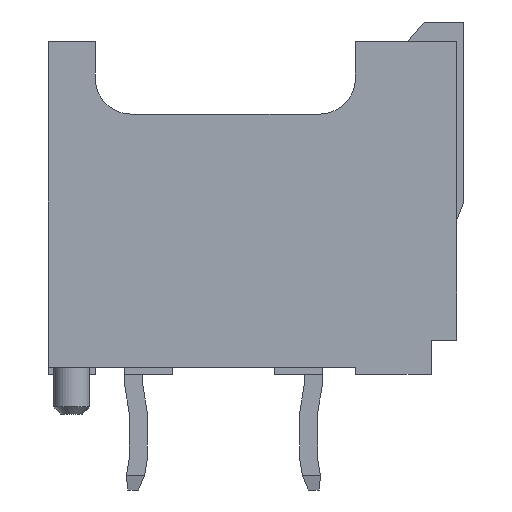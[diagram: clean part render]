
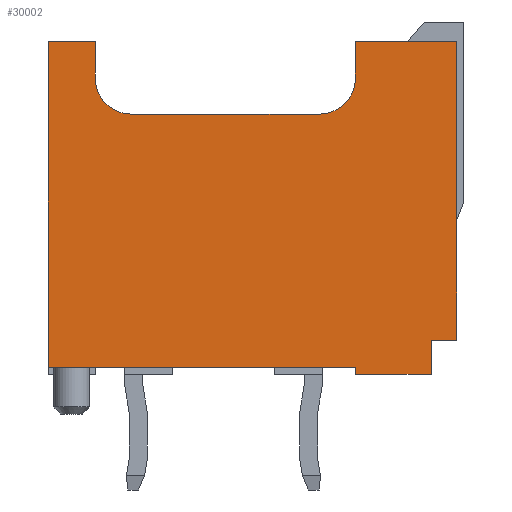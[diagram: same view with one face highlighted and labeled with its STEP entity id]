
A CAD part, left-side view. The second image highlights one B-rep face of the part: STEP entity #30002.
In plain terms, the highlighted face is planar.
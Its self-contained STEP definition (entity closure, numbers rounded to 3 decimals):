
#31=CIRCLE('',#31218,1.);
#32=CIRCLE('',#31219,1.);
#1192=ORIENTED_EDGE('',*,*,#6930,.T.);
#1193=ORIENTED_EDGE('',*,*,#6931,.T.);
#1194=ORIENTED_EDGE('',*,*,#6900,.T.);
#1195=ORIENTED_EDGE('',*,*,#6896,.F.);
#1196=ORIENTED_EDGE('',*,*,#6932,.F.);
#1197=ORIENTED_EDGE('',*,*,#6933,.F.);
#1198=ORIENTED_EDGE('',*,*,#6934,.F.);
#1199=ORIENTED_EDGE('',*,*,#6858,.F.);
#1200=ORIENTED_EDGE('',*,*,#6935,.F.);
#1201=ORIENTED_EDGE('',*,*,#6936,.F.);
#1202=ORIENTED_EDGE('',*,*,#6937,.F.);
#1203=ORIENTED_EDGE('',*,*,#6938,.F.);
#1204=ORIENTED_EDGE('',*,*,#6939,.F.);
#1205=ORIENTED_EDGE('',*,*,#6940,.F.);
#6858=EDGE_CURVE('',#9749,#9742,#11954,.T.);
#6896=EDGE_CURVE('',#9775,#9772,#11988,.T.);
#6900=EDGE_CURVE('',#9777,#9772,#11992,.T.);
#6930=EDGE_CURVE('',#9795,#9796,#12022,.T.);
#6931=EDGE_CURVE('',#9796,#9777,#12023,.T.);
#6932=EDGE_CURVE('',#9797,#9775,#12024,.T.);
#6933=EDGE_CURVE('',#9798,#9797,#12025,.T.);
#6934=EDGE_CURVE('',#9742,#9798,#12026,.T.);
#6935=EDGE_CURVE('',#9799,#9749,#12027,.T.);
#6936=EDGE_CURVE('',#9800,#9799,#31,.T.);
#6937=EDGE_CURVE('',#9801,#9800,#12028,.T.);
#6938=EDGE_CURVE('',#9802,#9801,#32,.T.);
#6939=EDGE_CURVE('',#9803,#9802,#12029,.T.);
#6940=EDGE_CURVE('',#9795,#9803,#12030,.T.);
#9742=VERTEX_POINT('',#38976);
#9749=VERTEX_POINT('',#38990);
#9772=VERTEX_POINT('',#39058);
#9775=VERTEX_POINT('',#39064);
#9777=VERTEX_POINT('',#39072);
#9795=VERTEX_POINT('',#39130);
#9796=VERTEX_POINT('',#39131);
#9797=VERTEX_POINT('',#39134);
#9798=VERTEX_POINT('',#39136);
#9799=VERTEX_POINT('',#39139);
#9800=VERTEX_POINT('',#39141);
#9801=VERTEX_POINT('',#39143);
#9802=VERTEX_POINT('',#39145);
#9803=VERTEX_POINT('',#39147);
#11954=LINE('',#38991,#15033);
#11988=LINE('',#39065,#15067);
#11992=LINE('',#39073,#15071);
#12022=LINE('',#39129,#15101);
#12023=LINE('',#39132,#15102);
#12024=LINE('',#39133,#15103);
#12025=LINE('',#39135,#15104);
#12026=LINE('',#39137,#15105);
#12027=LINE('',#39138,#15106);
#12028=LINE('',#39142,#15107);
#12029=LINE('',#39146,#15108);
#12030=LINE('',#39148,#15109);
#15033=VECTOR('',#33295,1000.);
#15067=VECTOR('',#33357,1000.);
#15071=VECTOR('',#33365,1000.);
#15101=VECTOR('',#33413,1000.);
#15102=VECTOR('',#33414,1000.);
#15103=VECTOR('',#33415,1000.);
#15104=VECTOR('',#33416,1000.);
#15105=VECTOR('',#33417,1000.);
#15106=VECTOR('',#33418,1000.);
#15107=VECTOR('',#33421,1000.);
#15108=VECTOR('',#33424,1000.);
#15109=VECTOR('',#33425,1000.);
#17747=EDGE_LOOP('',(#1192,#1193,#1194,#1195,#1196,#1197,#1198,#1199,#1200,
#1201,#1202,#1203,#1204,#1205));
#19069=FACE_BOUND('',#17747,.T.);
#20387=PLANE('',#31217);
#30002=ADVANCED_FACE('',(#19069),#20387,.T.);
#31217=AXIS2_PLACEMENT_3D('',#39128,#33411,#33412);
#31218=AXIS2_PLACEMENT_3D('',#39140,#33419,#33420);
#31219=AXIS2_PLACEMENT_3D('',#39144,#33422,#33423);
#33295=DIRECTION('',(0.,0.,1.));
#33357=DIRECTION('',(0.,0.,-1.));
#33365=DIRECTION('',(0.,1.,0.));
#33411=DIRECTION('',(1.,0.,0.));
#33412=DIRECTION('',(0.,0.,-1.));
#33413=DIRECTION('',(0.,1.,0.));
#33414=DIRECTION('',(0.,0.,1.));
#33415=DIRECTION('',(0.,1.,0.));
#33416=DIRECTION('',(0.,0.,-1.));
#33417=DIRECTION('',(0.,1.,0.));
#33418=DIRECTION('',(0.,-1.,0.));
#33419=DIRECTION('',(1.,0.,0.));
#33420=DIRECTION('',(0.,-1.,0.));
#33421=DIRECTION('',(0.,0.,1.));
#33422=DIRECTION('',(1.,0.,0.));
#33423=DIRECTION('',(0.,-1.,0.));
#33424=DIRECTION('',(0.,1.,0.));
#33425=DIRECTION('',(0.,0.,1.));
#38976=CARTESIAN_POINT('',(20.7,-4.325,5.55));
#38990=CARTESIAN_POINT('',(20.7,-4.325,2.75));
#38991=CARTESIAN_POINT('',(20.7,-4.325,5.75));
#39058=CARTESIAN_POINT('',(20.7,4.875,2.75));
#39064=CARTESIAN_POINT('',(20.7,4.875,4.85));
#39065=CARTESIAN_POINT('',(20.7,4.875,5.75));
#39072=CARTESIAN_POINT('',(20.7,4.675,2.75));
#39073=CARTESIAN_POINT('',(20.7,4.675,2.75));
#39128=CARTESIAN_POINT('',(20.7,-4.875,5.75));
#39129=CARTESIAN_POINT('',(20.7,-4.875,-5.75));
#39130=CARTESIAN_POINT('',(20.7,-4.325,-5.75));
#39131=CARTESIAN_POINT('',(20.7,4.675,-5.75));
#39132=CARTESIAN_POINT('',(20.7,4.675,-4.45));
#39133=CARTESIAN_POINT('',(20.7,3.925,4.85));
#39134=CARTESIAN_POINT('',(20.7,3.925,4.85));
#39135=CARTESIAN_POINT('',(20.7,3.925,5.55));
#39136=CARTESIAN_POINT('',(20.7,3.925,5.55));
#39137=CARTESIAN_POINT('',(20.7,0.625,5.55));
#39138=CARTESIAN_POINT('',(20.7,-3.325,2.75));
#39139=CARTESIAN_POINT('',(20.7,-3.325,2.75));
#39140=CARTESIAN_POINT('',(20.7,-3.325,1.75));
#39141=CARTESIAN_POINT('',(20.7,-2.325,1.75));
#39142=CARTESIAN_POINT('',(20.7,-2.325,-3.45));
#39143=CARTESIAN_POINT('',(20.7,-2.325,-3.45));
#39144=CARTESIAN_POINT('',(20.7,-3.325,-3.45));
#39145=CARTESIAN_POINT('',(20.7,-3.325,-4.45));
#39146=CARTESIAN_POINT('',(20.7,-4.325,-4.45));
#39147=CARTESIAN_POINT('',(20.7,-4.325,-4.45));
#39148=CARTESIAN_POINT('',(20.7,-4.325,-5.75));
